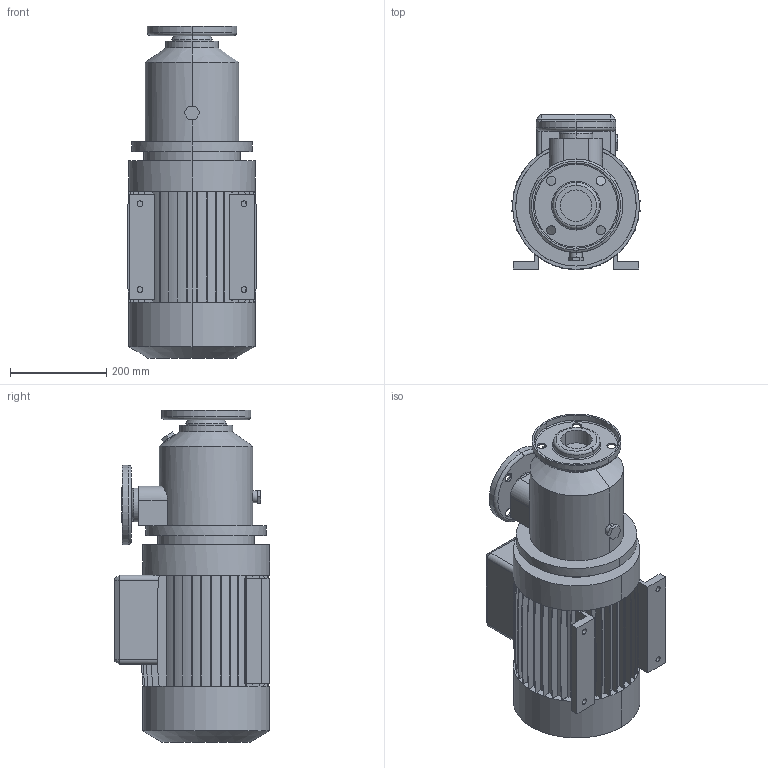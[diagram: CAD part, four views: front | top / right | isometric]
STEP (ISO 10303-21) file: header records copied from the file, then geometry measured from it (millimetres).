
FILE_DESCRIPTION (( 'STEP AP203' ), '1' );
FILE_NAME ('10017486swp00.step', '2023-04-28T07:13:13', ( '' ), ( '' ), 'SwSTEP 2.0', 'SolidWorks 2020', '' );
FILE_SCHEMA (( 'CONFIG_CONTROL_DESIGN' ));
Length unit declared in the file: millimetre
Products named in the file (1): 10017486swp00
Bounding box: 267.83 x 321.7 x 689 mm (x, y, z)
Volume: 30436848.1 mm3; surface area: 1125799.8 mm2
Topology: 2 solids, 2 shells, 405 faces, 1113 edges, 728 vertices
Faces by surface type: plane 273, cylinder 104, torus 16, cone 12
Entity records: 13231 total; most frequent: CARTESIAN_POINT 2592, ORIENTED_EDGE 2226, DIRECTION 2169, EDGE_CURVE 1113, VECTOR 847, LINE 847, VERTEX_POINT 728, AXIS2_PLACEMENT_3D 661
